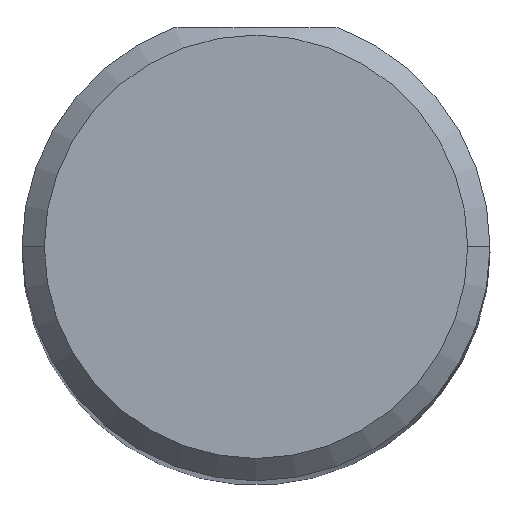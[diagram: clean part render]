
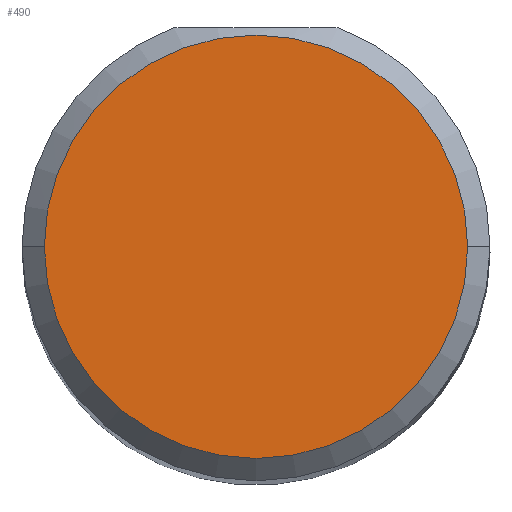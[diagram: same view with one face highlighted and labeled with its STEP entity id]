
A CAD part, top view. The second image highlights one B-rep face of the part: STEP entity #490.
In plain terms, the highlighted planar face has unit normal (0, 0, 1).
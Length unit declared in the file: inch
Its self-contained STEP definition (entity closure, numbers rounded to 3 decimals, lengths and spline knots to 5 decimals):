
#1 = CIRCLE ( 'NONE', #279, 0.14248 ) ;
#9 = PLANE ( 'NONE',  #69 ) ;
#45 = CARTESIAN_POINT ( 'NONE',  ( 0., 0., 2.48032 ) ) ;
#52 = VERTEX_POINT ( 'NONE', #467 ) ;
#69 = AXIS2_PLACEMENT_3D ( 'NONE', #367, #416, #451 ) ;
#73 = DIRECTION ( 'NONE',  ( 1., 0., 0. ) ) ;
#94 = ORIENTED_EDGE ( 'NONE', *, *, #341, .T. ) ;
#115 = DIRECTION ( 'NONE',  ( 1., 0., 0. ) ) ;
#118 = CIRCLE ( 'NONE', #413, 0.14248 ) ;
#155 = CARTESIAN_POINT ( 'NONE',  ( 0., 0., 2.48032 ) ) ;
#162 = VERTEX_POINT ( 'NONE', #411 ) ;
#229 = DIRECTION ( 'NONE',  ( 0., 0., 1. ) ) ;
#277 = FACE_OUTER_BOUND ( 'NONE', #408, .T. ) ;
#279 = AXIS2_PLACEMENT_3D ( 'NONE', #45, #395, #115 ) ;
#336 = EDGE_CURVE ( 'NONE', #162, #52, #118, .T. ) ;
#341 = EDGE_CURVE ( 'NONE', #52, #162, #1, .T. ) ;
#367 = CARTESIAN_POINT ( 'NONE',  ( 0., 0., 2.48032 ) ) ;
#381 = ORIENTED_EDGE ( 'NONE', *, *, #336, .T. ) ;
#395 = DIRECTION ( 'NONE',  ( 0., 0., 1. ) ) ;
#408 = EDGE_LOOP ( 'NONE', ( #94, #381 ) ) ;
#411 = CARTESIAN_POINT ( 'NONE',  ( 0.14248, 0., 2.48032 ) ) ;
#413 = AXIS2_PLACEMENT_3D ( 'NONE', #155, #229, #73 ) ;
#416 = DIRECTION ( 'NONE',  ( 0., 0., 1. ) ) ;
#451 = DIRECTION ( 'NONE',  ( 1., 0., 0. ) ) ;
#467 = CARTESIAN_POINT ( 'NONE',  ( -0.14248, 0., 2.48032 ) ) ;
#490 = ADVANCED_FACE ( 'NONE', ( #277 ), #9, .T. ) ;
